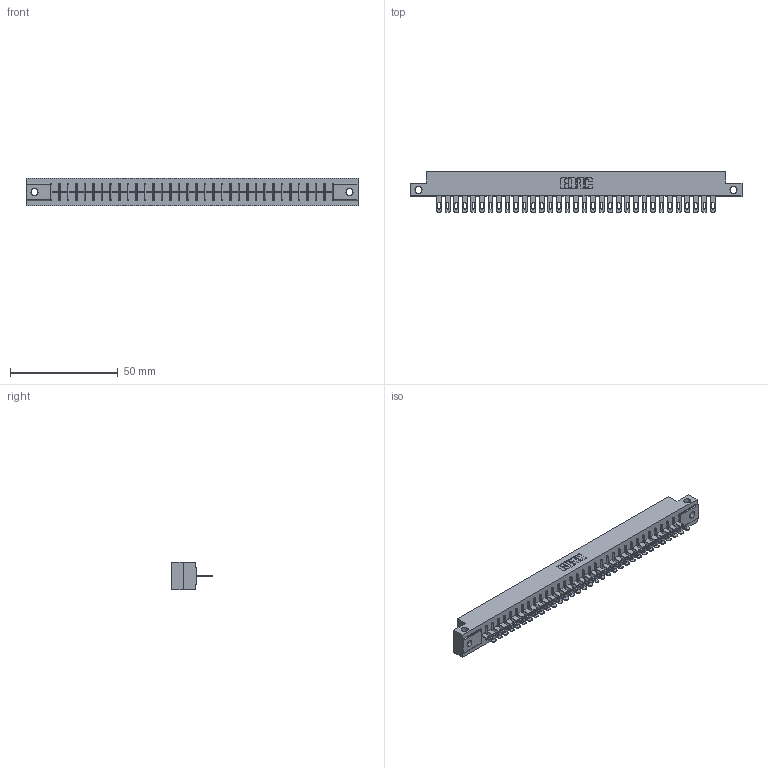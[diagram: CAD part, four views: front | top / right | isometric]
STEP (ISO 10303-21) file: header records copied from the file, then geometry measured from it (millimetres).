
FILE_DESCRIPTION (( 'STEP AP203' ), '1' );
FILE_NAME ('306-033-400-112.STEP', '2020-09-22T02:39:12', ( '' ), ( '' ), 'SwSTEP 2.0', 'SolidWorks 2020', '' );
FILE_SCHEMA (( 'CONFIG_CONTROL_DESIGN' ));
Length unit declared in the file: inch
Products named in the file (3): 306 Part_.128 Dia; 306-290-001_100; 306-033-400-112
Assembly tree (34 placements, depth 2):
  306-033-400-112
    306 Part_.128 Dia
    306-290-001_100  x33
Bounding box: 153.77 x 18.87 x 12.7 mm (x, y, z)
Volume: 16825.6 mm3; surface area: 17792.3 mm2
Topology: 34 solids, 34 shells, 2636 faces, 7447 edges, 4782 vertices
Faces by surface type: plane 1718, cylinder 786, sphere 132
Entity records: 32510 total; most frequent: CARTESIAN_POINT 5506, ORIENTED_EDGE 5414, DIRECTION 5369, EDGE_CURVE 2707, LINE 2095, VECTOR 2095, VERTEX_POINT 1710, AXIS2_PLACEMENT_3D 1637
